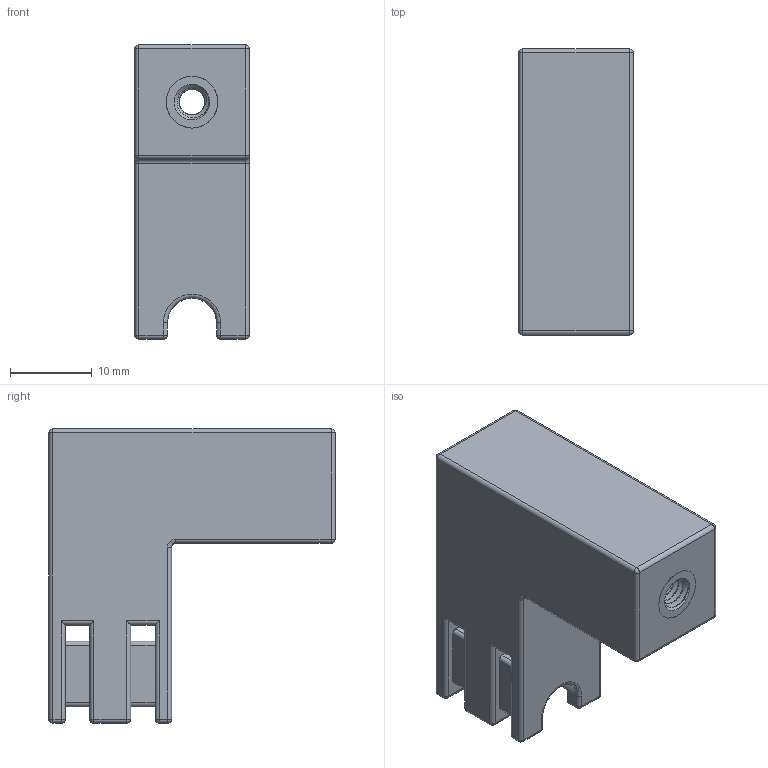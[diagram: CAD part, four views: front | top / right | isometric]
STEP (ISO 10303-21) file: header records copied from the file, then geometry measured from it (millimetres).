
FILE_DESCRIPTION (( 'STEP AP214' ), '1' );
FILE_NAME ('Ethernet Cable Brace.STEP', '2023-01-06T18:26:50', ( '' ), ( '' ), 'SwSTEP 2.0', 'SolidWorks 2022', '' );
FILE_SCHEMA (( 'AUTOMOTIVE_DESIGN' ));
Length unit declared in the file: millimetre
Products named in the file (3): Ethernet Cable Brace; 93365A140_Tapered Heat-Set Inserts for Plastic_93365A140
Assembly tree (2 placements, depth 2):
  Ethernet Cable Brace
    Ethernet Cable Brace
    93365A140_Tapered Heat-Set Inserts for Plastic_93365A140
Bounding box: 14 x 35 x 36 mm (x, y, z)
Volume: 10129.6 mm3; surface area: 4591.3 mm2
Topology: 2 solids, 2 shells, 501 faces, 1204 edges, 684 vertices
Faces by surface type: cylinder 165, bspline 147, plane 112, torus 43, sphere 22, cone 12
Entity records: 18178 total; most frequent: CARTESIAN_POINT 8415, ORIENTED_EDGE 2364, DIRECTION 1739, EDGE_CURVE 1182, AXIS2_PLACEMENT_3D 766, VERTEX_POINT 684, EDGE_LOOP 508, FACE_OUTER_BOUND 501
